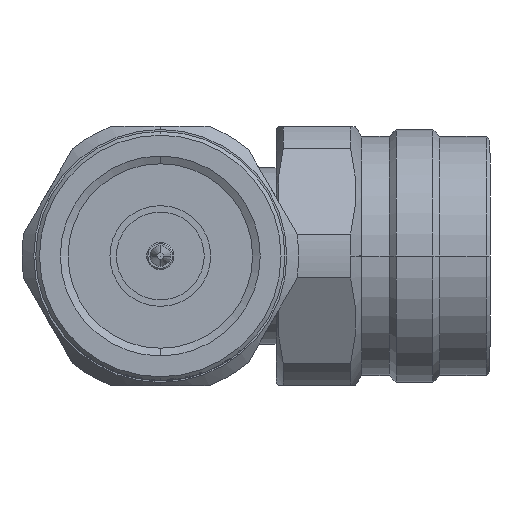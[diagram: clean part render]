
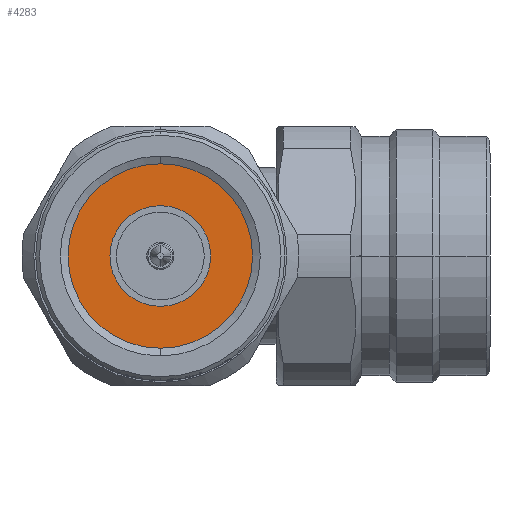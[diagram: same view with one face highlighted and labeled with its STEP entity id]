
A CAD part, left-side view. The second image highlights one B-rep face of the part: STEP entity #4283.
In plain terms, the highlighted planar face has unit normal (-1, 0, 0).
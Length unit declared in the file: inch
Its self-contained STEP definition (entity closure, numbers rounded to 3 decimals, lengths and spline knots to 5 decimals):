
#295 = ORIENTED_EDGE ( 'NONE', *, *, #11466, .F. ) ;
#296 = CARTESIAN_POINT ( 'NONE',  ( 0.41653, 0., -0.34395 ) ) ;
#799 = EDGE_CURVE ( 'NONE', #6049, #3620, #9230, .T. ) ;
#1424 = AXIS2_PLACEMENT_3D ( 'NONE', #3856, #14562, #8536 ) ;
#1902 = DIRECTION ( 'NONE',  ( 0., 0., 1. ) ) ;
#2101 = CARTESIAN_POINT ( 'NONE',  ( 0.41653, 0., 0. ) ) ;
#2556 = DIRECTION ( 'NONE',  ( -1., 0., 0. ) ) ;
#3134 = EDGE_LOOP ( 'NONE', ( #8357, #5153 ) ) ;
#3620 = VERTEX_POINT ( 'NONE', #10461 ) ;
#3631 = AXIS2_PLACEMENT_3D ( 'NONE', #15493, #10954, #15694 ) ;
#3856 = CARTESIAN_POINT ( 'NONE',  ( 0.41653, 0., 0. ) ) ;
#4051 = EDGE_CURVE ( 'NONE', #3620, #6049, #19107, .T. ) ;
#4283 = ADVANCED_FACE ( 'NONE', ( #6479, #7972 ), #12442, .F. ) ;
#5153 = ORIENTED_EDGE ( 'NONE', *, *, #799, .T. ) ;
#5501 = CARTESIAN_POINT ( 'NONE',  ( 0.41653, 0., 0.15748 ) ) ;
#6049 = VERTEX_POINT ( 'NONE', #296 ) ;
#6300 = CARTESIAN_POINT ( 'NONE',  ( 0.41653, 0., 0. ) ) ;
#6479 = FACE_BOUND ( 'NONE', #13793, .T. ) ;
#7972 = FACE_OUTER_BOUND ( 'NONE', #3134, .T. ) ;
#7980 = DIRECTION ( 'NONE',  ( -1., 0., 0. ) ) ;
#8357 = ORIENTED_EDGE ( 'NONE', *, *, #4051, .T. ) ;
#8536 = DIRECTION ( 'NONE',  ( 0., 0., 1. ) ) ;
#8822 = CARTESIAN_POINT ( 'NONE',  ( 0.41653, 0., 0. ) ) ;
#9230 = CIRCLE ( 'NONE', #15550, 0.34395 ) ;
#9951 = AXIS2_PLACEMENT_3D ( 'NONE', #8822, #2556, #18977 ) ;
#9966 = ORIENTED_EDGE ( 'NONE', *, *, #13767, .F. ) ;
#10461 = CARTESIAN_POINT ( 'NONE',  ( 0.41653, 0., 0.34395 ) ) ;
#10954 = DIRECTION ( 'NONE',  ( 1., 0., 0. ) ) ;
#11123 = VERTEX_POINT ( 'NONE', #16352 ) ;
#11466 = EDGE_CURVE ( 'NONE', #16260, #11123, #15337, .T. ) ;
#12442 = PLANE ( 'NONE',  #3631 ) ;
#12522 = DIRECTION ( 'NONE',  ( -1., 0., 0. ) ) ;
#12735 = DIRECTION ( 'NONE',  ( 0., 0., 1. ) ) ;
#13354 = AXIS2_PLACEMENT_3D ( 'NONE', #2101, #12522, #1902 ) ;
#13767 = EDGE_CURVE ( 'NONE', #11123, #16260, #17413, .T. ) ;
#13793 = EDGE_LOOP ( 'NONE', ( #295, #9966 ) ) ;
#14562 = DIRECTION ( 'NONE',  ( -1., 0., 0. ) ) ;
#15337 = CIRCLE ( 'NONE', #9951, 0.15748 ) ;
#15493 = CARTESIAN_POINT ( 'NONE',  ( 0.41653, 0., 0. ) ) ;
#15550 = AXIS2_PLACEMENT_3D ( 'NONE', #6300, #7980, #12735 ) ;
#15694 = DIRECTION ( 'NONE',  ( 0., 0., -1. ) ) ;
#16260 = VERTEX_POINT ( 'NONE', #5501 ) ;
#16352 = CARTESIAN_POINT ( 'NONE',  ( 0.41653, 0., -0.15748 ) ) ;
#17413 = CIRCLE ( 'NONE', #13354, 0.15748 ) ;
#18977 = DIRECTION ( 'NONE',  ( 0., 0., 1. ) ) ;
#19107 = CIRCLE ( 'NONE', #1424, 0.34395 ) ;
